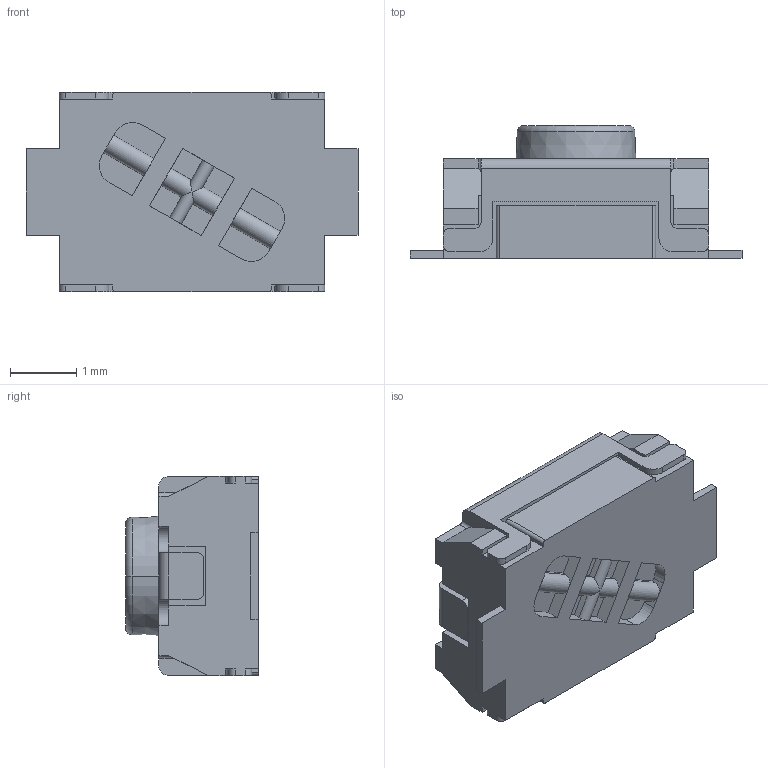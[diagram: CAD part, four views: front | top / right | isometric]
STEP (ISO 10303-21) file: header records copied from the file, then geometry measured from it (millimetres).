
FILE_DESCRIPTION((''),'2;1');
FILE_NAME('TS-1185-X-A-B-A','2019-12-02T',('Administrator'),(''),'PRO/ENGINEER BY PARAMETRIC TECHNOLOGY CORPORATION, 2010280','PRO/ENGINEER BY PARAMETRIC TECHNOLOGY CORPORATION, 2010280','');
FILE_SCHEMA(('CONFIG_CONTROL_DESIGN'));
Length unit declared in the file: millimetre
Products named in the file (1): TS-1185-X-A-B-A
Bounding box: 5 x 2 x 3 mm (x, y, z)
Volume: 18.5 mm3; surface area: 55.5 mm2
Topology: 1 solids, 1 shells, 615 faces, 1752 edges, 1163 vertices
Faces by surface type: plane 561, cylinder 50, cone 2, torus 2
Entity records: 19753 total; most frequent: CARTESIAN_POINT 3583, ORIENTED_EDGE 3504, DIRECTION 3086, EDGE_CURVE 1752, VECTOR 1632, LINE 1632, VERTEX_POINT 1163, AXIS2_PLACEMENT_3D 727
